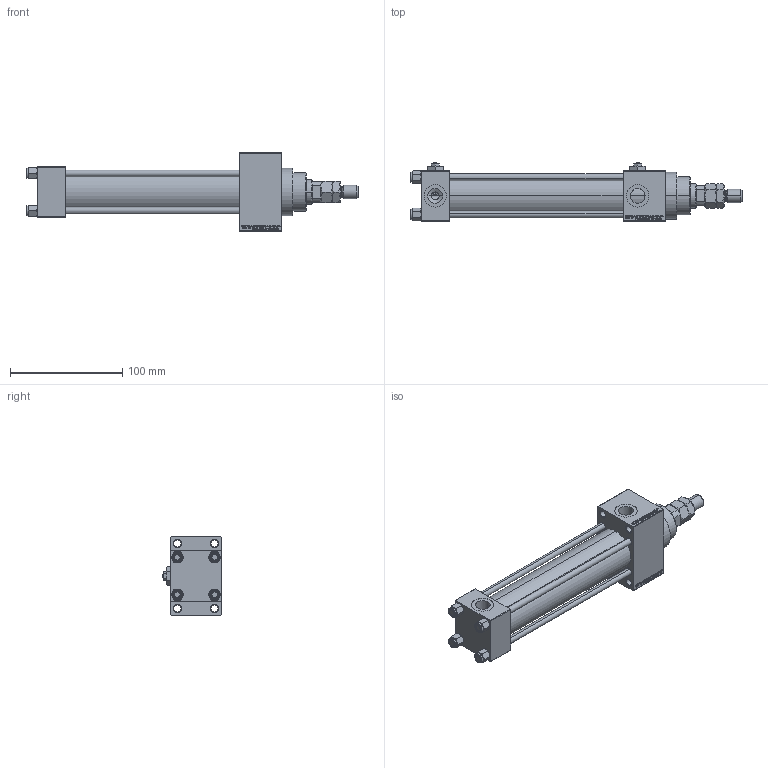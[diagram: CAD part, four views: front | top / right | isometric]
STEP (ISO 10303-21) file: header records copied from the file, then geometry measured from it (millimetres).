
FILE_DESCRIPTION (( 'STEP AP203' ), '1' );
FILE_NAME ('beb4.STEP', '2022-04-14T23:28:43', ( '' ), ( '' ), 'SwSTEP 2.0', 'SolidWorks 2019', '' );
FILE_SCHEMA (( 'CONFIG_CONTROL_DESIGN' ));
Length unit declared in the file: millimetre
Products named in the file (8): V215_VC_A f9c095cc49a35c49ddb6f3cbdfeeade0; beb4; MTA f9c095cc49a35c49ddb6f3cbdfeeade0; NUT_M5_D f9c095cc49a35c49ddb6f3cbdfeeade0; Zatka_pro_OIL_PORT f9c095cc49a35c49ddb6f3cbdfeeade0; V215CR_D_TYCINKA f9c095cc49a35c49ddb6f3cbdfeeade0; V215CR_VCP_D f9c095cc49a35c49ddb6f3cbdfeeade0; V215CR_D_Body f9c095cc49a35c49ddb6f3cbdfeeade0
Assembly tree (14 placements, depth 2):
  beb4
    V215CR_D_Body f9c095cc49a35c49ddb6f3cbdfeeade0
    V215CR_VCP_D f9c095cc49a35c49ddb6f3cbdfeeade0
    NUT_M5_D f9c095cc49a35c49ddb6f3cbdfeeade0  x4
    V215CR_D_TYCINKA f9c095cc49a35c49ddb6f3cbdfeeade0  x4
    V215_VC_A f9c095cc49a35c49ddb6f3cbdfeeade0
    MTA f9c095cc49a35c49ddb6f3cbdfeeade0
    Zatka_pro_OIL_PORT f9c095cc49a35c49ddb6f3cbdfeeade0  x2
Bounding box: 296 x 52 x 70 mm (x, y, z)
Volume: 335024.9 mm3; surface area: 122206.3 mm2
Topology: 14 solids, 14 shells, 1252 faces, 3077 edges, 1970 vertices
Faces by surface type: plane 557, bspline 368, cone 214, cylinder 103, torus 10
Entity records: 50745 total; most frequent: CARTESIAN_POINT 26193, ORIENTED_EDGE 5454, DIRECTION 3619, EDGE_CURVE 2727, VERTEX_POINT 1768, LINE 1571, VECTOR 1571, EDGE_LOOP 1229
